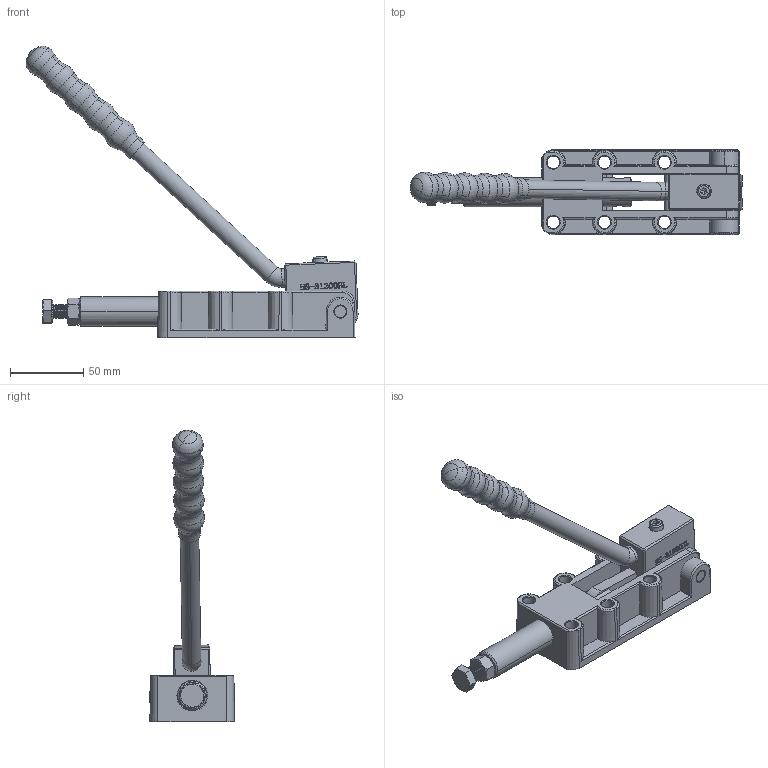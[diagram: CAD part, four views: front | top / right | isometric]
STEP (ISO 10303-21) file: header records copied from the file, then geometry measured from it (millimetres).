
FILE_DESCRIPTION (( 'STEP AP203' ), '1' );
FILE_NAME ('HS-31200HL.STEP', '2023-03-14T05:56:45', ( '微软用户' ), ( '微软中国' ), 'SwSTEP 2.0', 'SolidWorks 2012', '' );
FILE_SCHEMA (( 'CONFIG_CONTROL_DESIGN' ));
Length unit declared in the file: millimetre
Products named in the file (12): HS-31200HL; hex lobular socket head cap screws-8.8 gb_GB_HEXAGON_TYPE22 M6X10-N; 錨璃60; 忒參; hex nuts 1-fine pitch-grades ab gb_GB_FASTENER_NUT_SNAB1XY M10X1-N; hexagon head bolts-full thread gb_GB_FASTENER_BOLT_STBAB A M10X70-S; 24种; 挴裝; 忒梟裝; 忒梟; 蟀裝; 菁釱
Assembly tree (12 placements, depth 2):
  HS-31200HL
    菁釱
    蟀裝
    忒梟
    忒梟裝
    挴裝
    24种  x2
    hexagon head bolts-full thread gb_GB_FASTENER_BOLT_STBAB A M10X70-S
    hex nuts 1-fine pitch-grades ab gb_GB_FASTENER_NUT_SNAB1XY M10X1-N
    忒參
    錨璃60
    hex lobular socket head cap screws-8.8 gb_GB_HEXAGON_TYPE22 M6X10-N
Bounding box: 227.07 x 58.37 x 199.55 mm (x, y, z)
Volume: 241871.6 mm3; surface area: 95759.1 mm2
Topology: 12 solids, 12 shells, 1336 faces, 3293 edges, 1998 vertices
Faces by surface type: plane 408, cone 375, cylinder 259, bspline 232, torus 42, sphere 20
Entity records: 52932 total; most frequent: CARTESIAN_POINT 21875, ORIENTED_EDGE 6446, DIRECTION 5706, EDGE_CURVE 3223, VERTEX_POINT 1958, AXIS2_PLACEMENT_3D 1957, LINE 1792, VECTOR 1792
